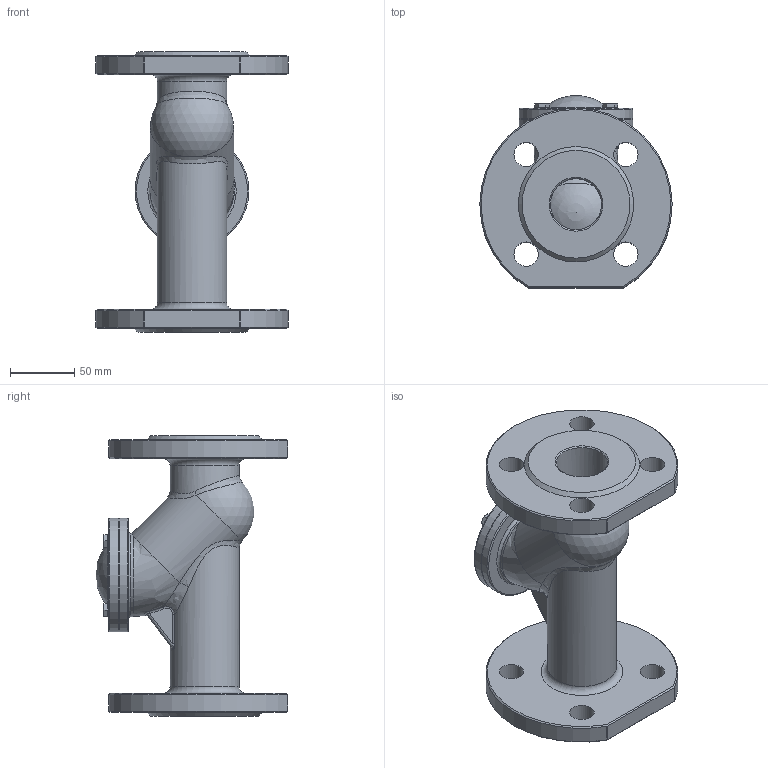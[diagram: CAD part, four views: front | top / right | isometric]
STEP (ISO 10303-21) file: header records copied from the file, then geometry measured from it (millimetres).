
FILE_DESCRIPTION(/* description */ (''),/* implementation_level */ '2;1');
FILE_NAME(/* name */ 'DN40_3D_STEP.stp',/* time_stamp */ '2025-09-29T09:56:01+03:00',/* author */ ('igorr'),/* organization */ (''),/* preprocessor_version */ 'ST-DEVELOPER v20',/* originating_system */ 'Autodesk Inventor 2025',/* authorisation */ '');
FILE_SCHEMA (('AUTOMOTIVE_DESIGN { 1 0 10303 214 3 1 1 }'));
Length unit declared in the file: millimetre
Products named in the file (3): Сборка1; Деталь1; AS 1110 - M6 x 12
Assembly tree (5 placements, depth 2):
  Сборка1
    Деталь1
    AS 1110 - M6 x 12  x4
Bounding box: 150 x 149.72 x 219 mm (x, y, z)
Volume: 1062269.3 mm3; surface area: 158610.6 mm2
Topology: 5 solids, 5 shells, 252 faces, 605 edges, 381 vertices
Faces by surface type: plane 118, bspline 46, cylinder 41, cone 36, torus 8, sphere 3
Full cylindrical faces by diameter (mm): 6 x4, 7 x4, 10 x4, 19 x8, 40 x2, 54 x2, 65 x3, 88.761 x2
Entity records: 7177 total; most frequent: CARTESIAN_POINT 3001, ORIENTED_EDGE 898, DIRECTION 674, EDGE_CURVE 449, VERTEX_POINT 291, AXIS2_PLACEMENT_3D 270, EDGE_LOOP 222, FACE_OUTER_BOUND 180
